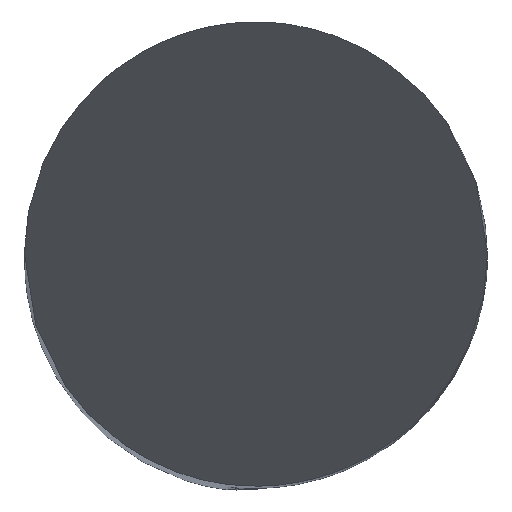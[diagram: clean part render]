
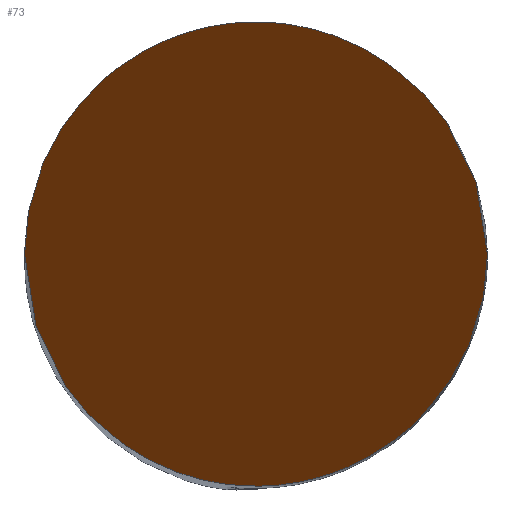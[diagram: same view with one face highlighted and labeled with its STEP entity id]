
A CAD part, top view. The second image highlights one B-rep face of the part: STEP entity #73.
In plain terms, the highlighted planar face has unit normal (0, -0.866, 0.5).
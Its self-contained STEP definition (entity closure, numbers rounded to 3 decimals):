
#52=PLANE('',#508);
#73=ADVANCED_FACE('',(#105),#52,.F.);
#105=FACE_OUTER_BOUND('',#130,.T.);
#130=EDGE_LOOP('',(#258,#259));
#258=ORIENTED_EDGE('',*,*,#391,.T.);
#259=ORIENTED_EDGE('',*,*,#382,.T.);
#339=VERTEX_POINT('',#653);
#340=VERTEX_POINT('',#654);
#382=EDGE_CURVE('',#339,#340,#454,.T.);
#391=EDGE_CURVE('',#340,#339,#457,.T.);
#454=(
BOUNDED_CURVE()
B_SPLINE_CURVE(3,(#649,#650,#651,#652),.UNSPECIFIED.,.F.,.F.)
B_SPLINE_CURVE_WITH_KNOTS((4,4),(0.,1.),.UNSPECIFIED.)
CURVE()
GEOMETRIC_REPRESENTATION_ITEM()
RATIONAL_B_SPLINE_CURVE((1.,0.333,0.333,1.))
REPRESENTATION_ITEM('')
);
#457=(
BOUNDED_CURVE()
B_SPLINE_CURVE(3,(#713,#714,#715,#716),.UNSPECIFIED.,.F.,.F.)
B_SPLINE_CURVE_WITH_KNOTS((4,4),(0.,1.),.UNSPECIFIED.)
CURVE()
GEOMETRIC_REPRESENTATION_ITEM()
RATIONAL_B_SPLINE_CURVE((1.,0.333,0.333,1.))
REPRESENTATION_ITEM('')
);
#508=AXIS2_PLACEMENT_3D('',#866,#562,#563);
#562=DIRECTION('',(0.,0.866,-0.5));
#563=DIRECTION('',(0.,0.5,0.866));
#649=CARTESIAN_POINT('',(-3.,0.,0.));
#650=CARTESIAN_POINT('',(-3.,-6.,-10.392));
#651=CARTESIAN_POINT('',(3.,-6.,-10.392));
#652=CARTESIAN_POINT('',(3.,0.,0.));
#653=CARTESIAN_POINT('',(-3.,0.,0.));
#654=CARTESIAN_POINT('',(3.,0.,0.));
#713=CARTESIAN_POINT('',(3.,0.,0.));
#714=CARTESIAN_POINT('',(3.,6.,10.392));
#715=CARTESIAN_POINT('',(-3.,6.,10.392));
#716=CARTESIAN_POINT('',(-3.,0.,0.));
#866=CARTESIAN_POINT('',(-3.,3.,5.196));
